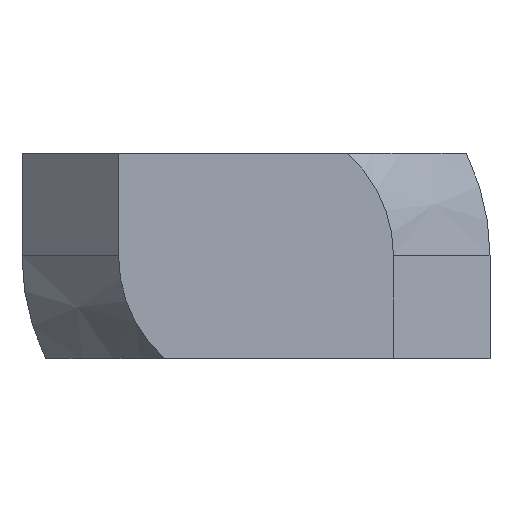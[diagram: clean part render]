
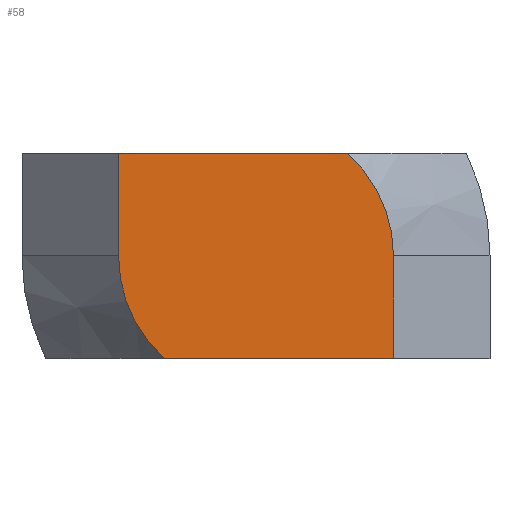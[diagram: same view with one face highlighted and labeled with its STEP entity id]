
A CAD part, top view. The second image highlights one B-rep face of the part: STEP entity #58.
In plain terms, the highlighted planar face has unit normal (0, 0, 1).
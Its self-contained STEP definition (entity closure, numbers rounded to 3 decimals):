
#58=ADVANCED_FACE('',(#128),#129,.T.);
#128=FACE_OUTER_BOUND('',#206,.T.);
#129=PLANE('',#207);
#206=EDGE_LOOP('',(#308,#309,#310,#311,#312,#313));
#207=AXIS2_PLACEMENT_3D('',#314,#315,#316);
#308=ORIENTED_EDGE('',*,*,#494,.T.);
#309=ORIENTED_EDGE('',*,*,#492,.T.);
#310=ORIENTED_EDGE('',*,*,#495,.F.);
#311=ORIENTED_EDGE('',*,*,#496,.F.);
#312=ORIENTED_EDGE('',*,*,#497,.T.);
#313=ORIENTED_EDGE('',*,*,#498,.F.);
#314=CARTESIAN_POINT('',(-5.7,-4.25,5.7));
#315=DIRECTION('',(0.0,0.,1.0));
#316=DIRECTION('',(0.0,-1.0,0.));
#492=EDGE_CURVE('',#586,#588,#590,.T.);
#494=EDGE_CURVE('',#592,#586,#593,.F.);
#495=EDGE_CURVE('',#594,#588,#595,.F.);
#496=EDGE_CURVE('',#596,#594,#597,.T.);
#497=EDGE_CURVE('',#596,#598,#599,.F.);
#498=EDGE_CURVE('',#592,#598,#600,.T.);
#586=VERTEX_POINT('',#714);
#588=VERTEX_POINT('',#717);
#590=CIRCLE('',#728,5.7);
#592=VERTEX_POINT('',#730);
#593=LINE('',#731,#732);
#594=VERTEX_POINT('',#733);
#595=LINE('',#734,#735);
#596=VERTEX_POINT('',#736);
#597=LINE('',#737,#738);
#598=VERTEX_POINT('',#739);
#599=CIRCLE('',#740,5.7);
#600=LINE('',#741,#742);
#714=CARTESIAN_POINT('',(-5.7,0.,5.7));
#717=CARTESIAN_POINT('',(-3.798,-4.25,5.7));
#728=AXIS2_PLACEMENT_3D('',#868,#869,#870);
#730=CARTESIAN_POINT('',(-5.7,4.25,5.7));
#731=CARTESIAN_POINT('',(-5.7,-4.25,5.7));
#732=VECTOR('',#871,1.0);
#733=CARTESIAN_POINT('',(5.7,-4.25,5.7));
#734=CARTESIAN_POINT('',(-2.85,-4.25,5.7));
#735=VECTOR('',#872,1.0);
#736=CARTESIAN_POINT('',(5.7,0.,5.7));
#737=CARTESIAN_POINT('',(5.7,-4.25,5.7));
#738=VECTOR('',#873,1.0);
#739=CARTESIAN_POINT('',(3.798,4.25,5.7));
#740=AXIS2_PLACEMENT_3D('',#874,#875,#876);
#741=CARTESIAN_POINT('',(-2.85,4.25,5.7));
#742=VECTOR('',#877,1.0);
#868=CARTESIAN_POINT('',(0.0,0.,5.7));
#869=DIRECTION('',(0.0,0.,1.0));
#870=DIRECTION('',(-1.0,0.0,0.0));
#871=DIRECTION('',(0.0,1.0,0.));
#872=DIRECTION('',(1.0,-0.0,0.0));
#873=DIRECTION('',(0.0,-1.0,0.));
#874=CARTESIAN_POINT('',(0.0,0.,5.7));
#875=DIRECTION('',(-0.0,0.,-1.0));
#876=DIRECTION('',(-1.0,0.0,0.0));
#877=DIRECTION('',(1.0,-0.0,0.0));
